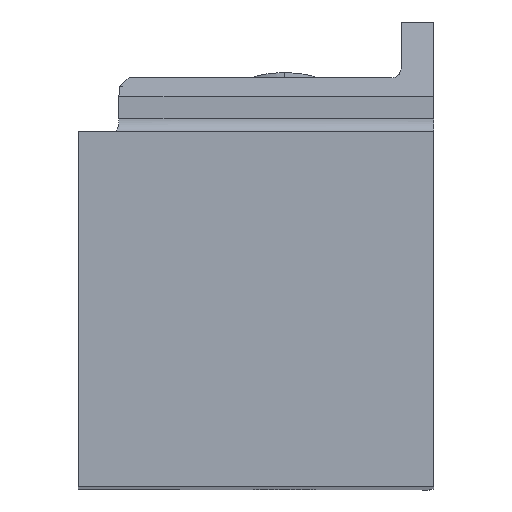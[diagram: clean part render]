
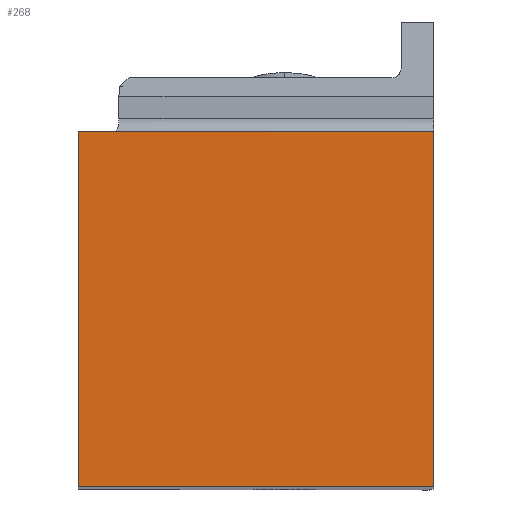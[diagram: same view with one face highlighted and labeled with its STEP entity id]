
A CAD part, top view. The second image highlights one B-rep face of the part: STEP entity #268.
In plain terms, the highlighted planar face has unit normal (0, 0, 1).
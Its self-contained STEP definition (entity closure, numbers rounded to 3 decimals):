
#268=ADVANCED_FACE('',(#492),#376,.T.);
#376=PLANE('',#3425);
#492=FACE_OUTER_BOUND('',#661,.T.);
#661=EDGE_LOOP('',(#1181,#1182,#1183,#1184));
#1181=ORIENTED_EDGE('',*,*,#2259,.T.);
#1182=ORIENTED_EDGE('',*,*,#2254,.F.);
#1183=ORIENTED_EDGE('',*,*,#2260,.F.);
#1184=ORIENTED_EDGE('',*,*,#2261,.F.);
#1860=VERTEX_POINT('',#9172);
#1861=VERTEX_POINT('',#9174);
#1863=VERTEX_POINT('',#9179);
#1865=VERTEX_POINT('',#9186);
#2254=EDGE_CURVE('',#1860,#1861,#2952,.T.);
#2259=EDGE_CURVE('',#1863,#1861,#2957,.T.);
#2260=EDGE_CURVE('',#1865,#1860,#2958,.T.);
#2261=EDGE_CURVE('',#1863,#1865,#2959,.T.);
#2952=LINE('',#9173,#3140);
#2957=LINE('',#9183,#3145);
#2958=LINE('',#9185,#3146);
#2959=LINE('',#9187,#3147);
#3140=VECTOR('',#3806,1.);
#3145=VECTOR('',#3813,1.);
#3146=VECTOR('',#3816,1.);
#3147=VECTOR('',#3817,1.);
#3425=AXIS2_PLACEMENT_3D('',#9188,#3818,#3819);
#3806=DIRECTION('',(0.,1.,0.));
#3813=DIRECTION('',(-1.,0.,0.));
#3816=DIRECTION('',(-1.,0.,0.));
#3817=DIRECTION('',(0.,-1.,0.));
#3818=DIRECTION('',(0.,0.,1.));
#3819=DIRECTION('',(1.,0.,0.));
#9172=CARTESIAN_POINT('',(0.,0.,0.));
#9173=CARTESIAN_POINT('',(0.,0.,0.));
#9174=CARTESIAN_POINT('',(0.,19.05,0.));
#9179=CARTESIAN_POINT('',(19.05,19.05,0.));
#9183=CARTESIAN_POINT('',(19.05,19.05,0.));
#9185=CARTESIAN_POINT('',(19.05,0.,0.));
#9186=CARTESIAN_POINT('',(19.05,0.,0.));
#9187=CARTESIAN_POINT('',(19.05,19.05,0.));
#9188=CARTESIAN_POINT('',(9.525,9.525,0.));
